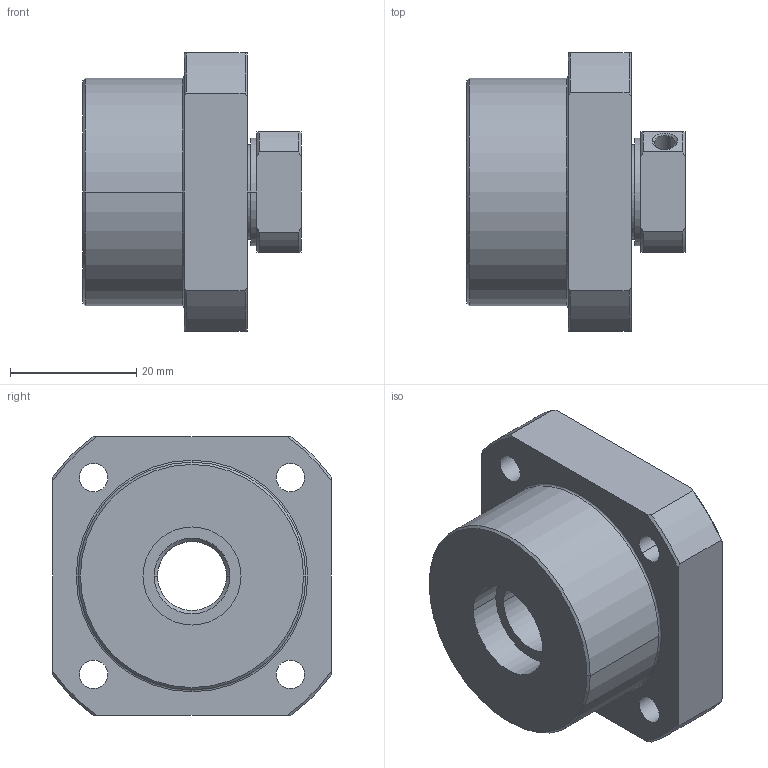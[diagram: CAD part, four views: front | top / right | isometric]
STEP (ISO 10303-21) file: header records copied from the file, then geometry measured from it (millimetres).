
FILE_DESCRIPTION( ( '' ), '1' );
FILE_NAME( 'brwz12_2_14b.stp', '2015-01-19T12:22:57', ( '' ), ( '' ), ' ', ' ', ' ' );
FILE_SCHEMA( ( 'automotive_design' ) );
Length unit declared in the file: millimetre
Products named in the file (5): 1; 2; 3; 4; 5
Bounding box: 34.5 x 44 x 44 mm (x, y, z)
Volume: 32163 mm3; surface area: 16406.2 mm2
Topology: 5 solids, 5 shells, 118 faces, 275 edges, 179 vertices
Faces by surface type: cylinder 60, plane 30, cone 26, torus 2
Entity records: 6886 total; most frequent: CARTESIAN_POINT 775, DIRECTION 632, STYLED_ITEM 577, PRESENTATION_STYLE_ASSIGNMENT 577, COLOUR_RGB 577, ORIENTED_EDGE 550, EDGE_CURVE 275, CURVE_STYLE 275
